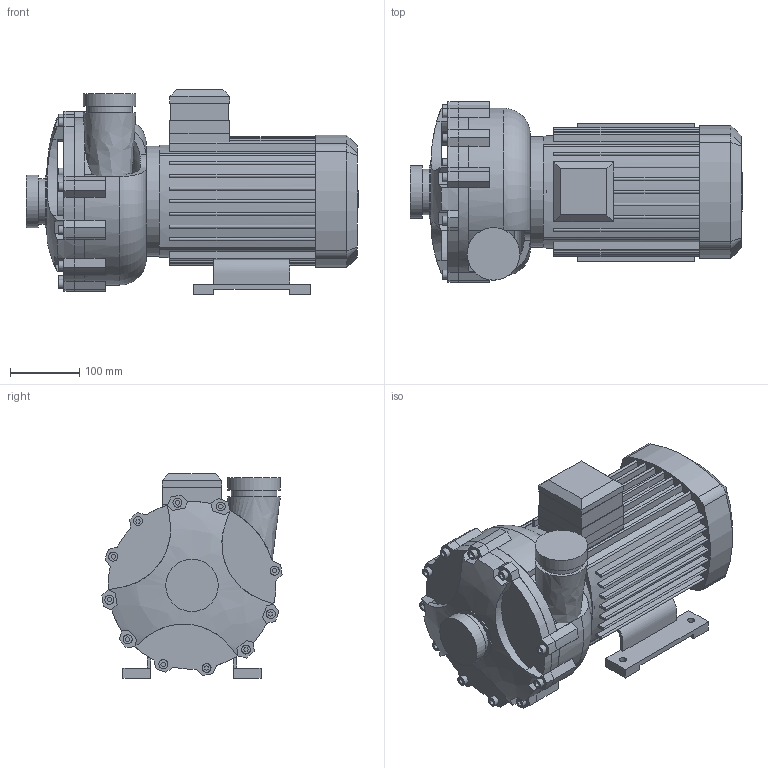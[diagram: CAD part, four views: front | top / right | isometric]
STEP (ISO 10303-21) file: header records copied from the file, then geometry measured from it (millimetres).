
FILE_DESCRIPTION(/* description */ (''),/* implementation_level */ '2;1');
FILE_NAME(/* name */ '3d_BAC70_135-3_2-DM_R-2-4213201.stp',/* time_stamp */ '2016-11-28T15:07:11+01:00',/* author */ ('Andrzej'),/* organization */ (''),/* preprocessor_version */ 'ST-DEVELOPER v15.5',/* originating_system */ 'AutoCAD Mechanical',/* authorisation */ '');
FILE_SCHEMA (('AUTOMOTIVE_DESIGN { 1 0 10303 214 3 1 1 }'));
Length unit declared in the file: millimetre
Products named in the file (1): Product
Bounding box: 481 x 261.19 x 297 mm (x, y, z)
Volume: 15312860.8 mm3; surface area: 1046930.2 mm2
Topology: 9 solids, 9 shells, 524 faces, 1361 edges, 886 vertices
Faces by surface type: plane 342, cylinder 141, bspline 30, cone 8, torus 3
Full cylindrical faces by diameter (mm): 10 x4, 13 x11, 16 x2, 66.1 x2, 76.1 x4, 110 x1, 160 x1, 223.9 x1
Entity records: 18722 total; most frequent: CARTESIAN_POINT 5910, ORIENTED_EDGE 2666, DIRECTION 2561, EDGE_CURVE 1333, LINE 895, VECTOR 895, VERTEX_POINT 884, AXIS2_PLACEMENT_3D 833
